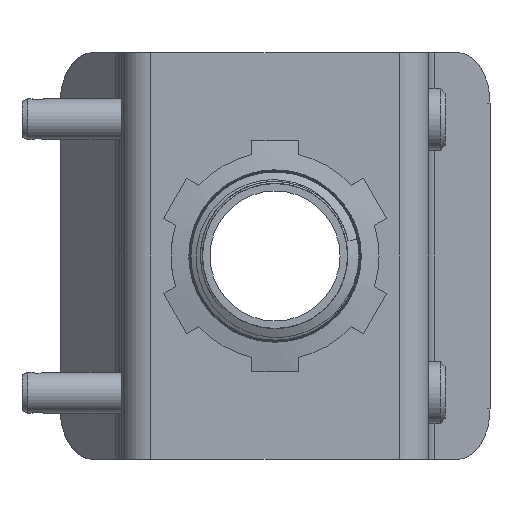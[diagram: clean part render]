
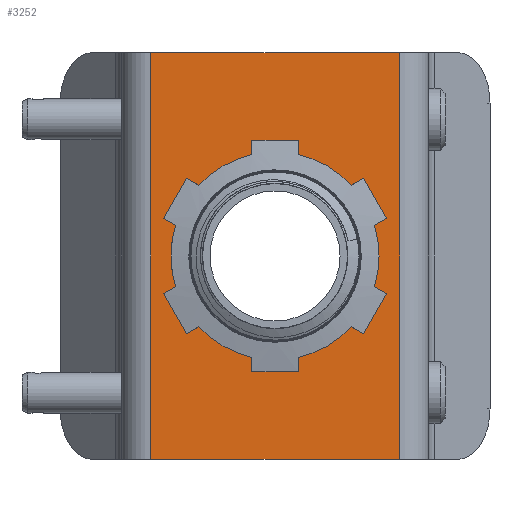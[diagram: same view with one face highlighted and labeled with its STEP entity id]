
A CAD part, front view. The second image highlights one B-rep face of the part: STEP entity #3252.
In plain terms, the highlighted planar face has unit normal (0, -1, 0).
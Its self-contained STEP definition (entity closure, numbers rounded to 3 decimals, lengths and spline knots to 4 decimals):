
#169=FACE_BOUND('',#588,.T.);
#215=PLANE('',#3560);
#409=FACE_OUTER_BOUND('',#587,.T.);
#587=EDGE_LOOP('',(#2977,#2978,#2979,#2980));
#588=EDGE_LOOP('',(#2981));
#709=CIRCLE('',#3555,0.555);
#1033=LINE('',#33361,#1226);
#1043=LINE('',#33393,#1236);
#1068=LINE('',#33496,#1261);
#1069=LINE('',#33498,#1262);
#1226=VECTOR('',#4045,0.3937);
#1236=VECTOR('',#4073,0.3937);
#1261=VECTOR('',#4186,0.3937);
#1262=VECTOR('',#4189,0.3937);
#1551=VERTEX_POINT('',#33358);
#1552=VERTEX_POINT('',#33360);
#1564=VERTEX_POINT('',#33390);
#1565=VERTEX_POINT('',#33392);
#1598=VERTEX_POINT('',#33486);
#2002=EDGE_CURVE('',#1551,#1552,#1033,.T.);
#2018=EDGE_CURVE('',#1564,#1565,#1043,.T.);
#2066=EDGE_CURVE('',#1598,#1598,#709,.T.);
#2071=EDGE_CURVE('',#1565,#1551,#1068,.T.);
#2072=EDGE_CURVE('',#1564,#1552,#1069,.T.);
#2977=ORIENTED_EDGE('',*,*,#2071,.F.);
#2978=ORIENTED_EDGE('',*,*,#2018,.F.);
#2979=ORIENTED_EDGE('',*,*,#2072,.T.);
#2980=ORIENTED_EDGE('',*,*,#2002,.F.);
#2981=ORIENTED_EDGE('',*,*,#2066,.T.);
#3252=ADVANCED_FACE('',(#409,#169),#215,.T.);
#3555=AXIS2_PLACEMENT_3D('',#33487,#4173,#4174);
#3560=AXIS2_PLACEMENT_3D('',#33497,#4187,#4188);
#4045=DIRECTION('',(-1.,0.,0.));
#4073=DIRECTION('',(1.,0.,0.));
#4173=DIRECTION('center_axis',(0.,1.,0.));
#4174=DIRECTION('ref_axis',(-1.,0.,0.));
#4186=DIRECTION('',(0.,0.,-1.));
#4187=DIRECTION('center_axis',(0.,-1.,0.));
#4188=DIRECTION('ref_axis',(1.,0.,0.));
#4189=DIRECTION('',(0.,0.,-1.));
#33358=CARTESIAN_POINT('',(0.765,0.,-1.25));
#33360=CARTESIAN_POINT('',(-0.765,0.,-1.25));
#33361=CARTESIAN_POINT('',(0.765,0.,-1.25));
#33390=CARTESIAN_POINT('',(-0.765,0.,1.25));
#33392=CARTESIAN_POINT('',(0.765,0.,1.25));
#33393=CARTESIAN_POINT('',(0.765,0.,1.25));
#33486=CARTESIAN_POINT('',(0.555,0.,0.));
#33487=CARTESIAN_POINT('Origin',(0.,0.,0.));
#33496=CARTESIAN_POINT('',(0.765,0.,0.));
#33497=CARTESIAN_POINT('Origin',(-0.765,0.,0.));
#33498=CARTESIAN_POINT('',(-0.765,0.,0.));
